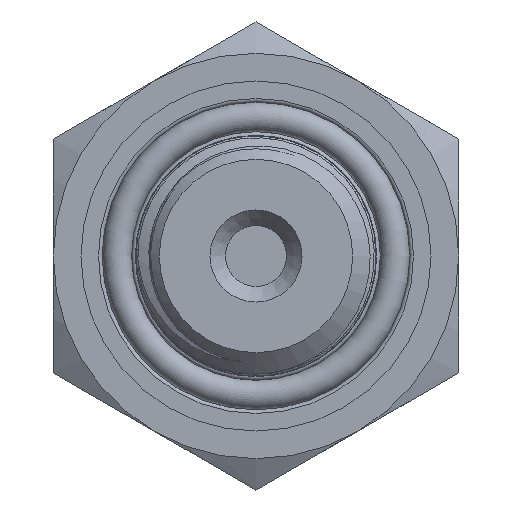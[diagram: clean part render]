
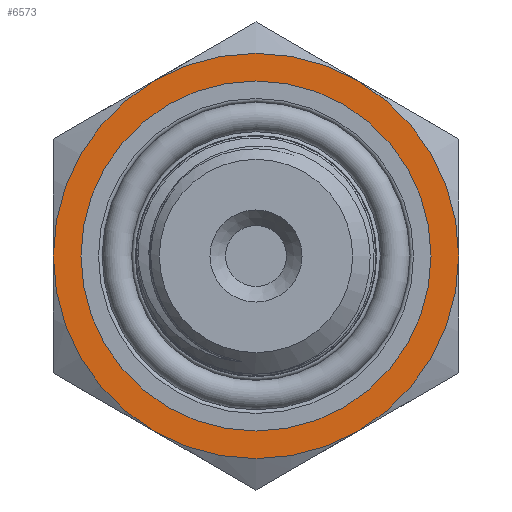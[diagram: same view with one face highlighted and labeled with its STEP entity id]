
A CAD part, left-side view. The second image highlights one B-rep face of the part: STEP entity #6573.
In plain terms, the highlighted planar face has unit normal (-1, 0, 0).
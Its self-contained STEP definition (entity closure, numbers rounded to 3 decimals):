
#368=FACE_BOUND('',#1180,.T.);
#415=PLANE('',#6781);
#773=FACE_OUTER_BOUND('',#1179,.T.);
#1179=EDGE_LOOP('',(#6051,#6052,#6053,#6054,#6055,#6056));
#1180=EDGE_LOOP('',(#6057));
#1248=CIRCLE('',#6715,11.);
#1249=CIRCLE('',#6717,11.);
#1250=CIRCLE('',#6719,11.);
#1251=CIRCLE('',#6721,11.);
#1252=CIRCLE('',#6723,11.);
#1253=CIRCLE('',#6725,11.);
#1281=CIRCLE('',#6780,9.5);
#3105=VERTEX_POINT('',#16638);
#3106=VERTEX_POINT('',#16642);
#3108=VERTEX_POINT('',#16649);
#3110=VERTEX_POINT('',#16659);
#3112=VERTEX_POINT('',#16672);
#3114=VERTEX_POINT('',#16682);
#3144=VERTEX_POINT('',#19791);
#4052=EDGE_CURVE('',#3105,#3106,#1248,.T.);
#4055=EDGE_CURVE('',#3108,#3105,#1249,.T.);
#4058=EDGE_CURVE('',#3110,#3108,#1250,.T.);
#4060=EDGE_CURVE('',#3112,#3110,#1251,.T.);
#4063=EDGE_CURVE('',#3114,#3112,#1252,.T.);
#4066=EDGE_CURVE('',#3106,#3114,#1253,.T.);
#4124=EDGE_CURVE('',#3144,#3144,#1281,.T.);
#6051=ORIENTED_EDGE('',*,*,#4066,.T.);
#6052=ORIENTED_EDGE('',*,*,#4063,.T.);
#6053=ORIENTED_EDGE('',*,*,#4060,.T.);
#6054=ORIENTED_EDGE('',*,*,#4058,.T.);
#6055=ORIENTED_EDGE('',*,*,#4055,.T.);
#6056=ORIENTED_EDGE('',*,*,#4052,.T.);
#6057=ORIENTED_EDGE('',*,*,#4124,.T.);
#6573=ADVANCED_FACE('',(#773,#368),#415,.T.);
#6715=AXIS2_PLACEMENT_3D('',#16646,#7314,#7315);
#6717=AXIS2_PLACEMENT_3D('',#16656,#7318,#7319);
#6719=AXIS2_PLACEMENT_3D('',#16666,#7322,#7323);
#6721=AXIS2_PLACEMENT_3D('',#16673,#7326,#7327);
#6723=AXIS2_PLACEMENT_3D('',#16683,#7330,#7331);
#6725=AXIS2_PLACEMENT_3D('',#16692,#7334,#7335);
#6780=AXIS2_PLACEMENT_3D('',#19792,#7454,#7455);
#6781=AXIS2_PLACEMENT_3D('',#19794,#7457,#7458);
#7314=DIRECTION('center_axis',(-1.,0.,0.));
#7315=DIRECTION('ref_axis',(0.,1.,0.));
#7318=DIRECTION('center_axis',(-1.,0.,0.));
#7319=DIRECTION('ref_axis',(0.,1.,0.));
#7322=DIRECTION('center_axis',(-1.,0.,0.));
#7323=DIRECTION('ref_axis',(0.,1.,0.));
#7326=DIRECTION('center_axis',(-1.,0.,0.));
#7327=DIRECTION('ref_axis',(0.,1.,0.));
#7330=DIRECTION('center_axis',(-1.,0.,0.));
#7331=DIRECTION('ref_axis',(0.,1.,0.));
#7334=DIRECTION('center_axis',(-1.,0.,0.));
#7335=DIRECTION('ref_axis',(0.,1.,0.));
#7454=DIRECTION('center_axis',(1.,0.,0.));
#7455=DIRECTION('ref_axis',(0.,0.,-1.));
#7457=DIRECTION('center_axis',(-1.,0.,0.));
#7458=DIRECTION('ref_axis',(0.,0.,1.));
#16638=CARTESIAN_POINT('',(-36.6,5.5,9.526));
#16642=CARTESIAN_POINT('',(-36.6,11.,0.));
#16646=CARTESIAN_POINT('Origin',(-36.6,0.,0.));
#16649=CARTESIAN_POINT('',(-36.6,-5.5,9.526));
#16656=CARTESIAN_POINT('Origin',(-36.6,0.,0.));
#16659=CARTESIAN_POINT('',(-36.6,-11.,0.));
#16666=CARTESIAN_POINT('Origin',(-36.6,0.,0.));
#16672=CARTESIAN_POINT('',(-36.6,-5.5,-9.526));
#16673=CARTESIAN_POINT('Origin',(-36.6,0.,0.));
#16682=CARTESIAN_POINT('',(-36.6,5.5,-9.526));
#16683=CARTESIAN_POINT('Origin',(-36.6,0.,0.));
#16692=CARTESIAN_POINT('Origin',(-36.6,0.,0.));
#19791=CARTESIAN_POINT('',(-36.6,-9.5,0.));
#19792=CARTESIAN_POINT('Origin',(-36.6,0.,0.));
#19794=CARTESIAN_POINT('Origin',(-36.6,11.,0.));
